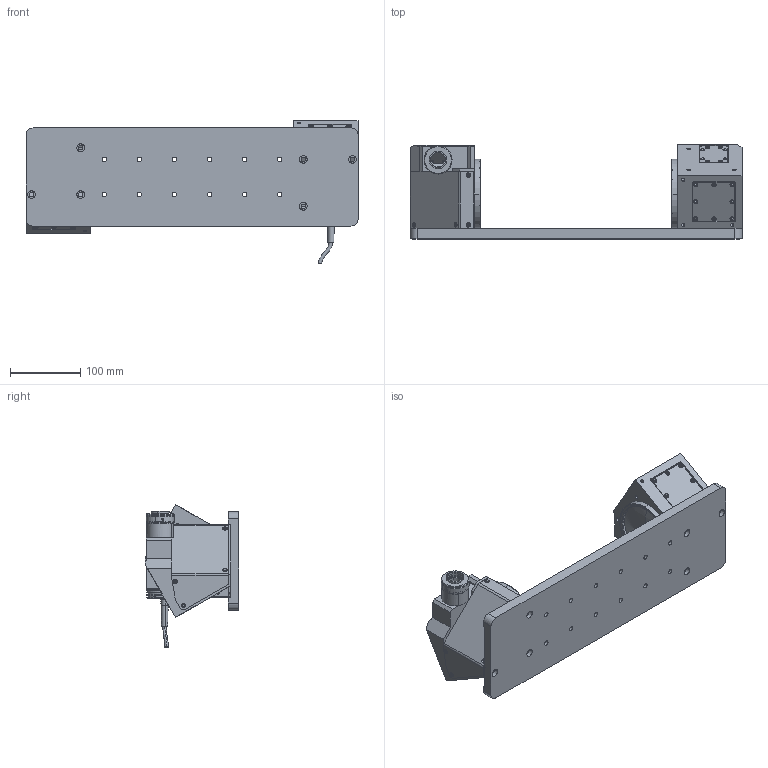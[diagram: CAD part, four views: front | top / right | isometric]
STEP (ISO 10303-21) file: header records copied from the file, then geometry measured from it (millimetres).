
FILE_DESCRIPTION (( 'STEP AP214' ), '1' );
FILE_NAME ('TCCRBENCH064.STEP', '2015-07-29T09:21:56', ( '' ), ( '' ), 'SwSTEP 2.0', 'SolidWorks 2013', '' );
FILE_SCHEMA (( 'AUTOMOTIVE_DESIGN' ));
Length unit declared in the file: millimetre
Products named in the file (1): TCCRBENCH064
Bounding box: 473.7 x 134 x 203.64 mm (x, y, z)
Surface area: 314776.6 mm2 (no closed solid volume)
Topology: 0 solids, 31 shells, 664 faces, 2101 edges, 1462 vertices
Faces by surface type: cylinder 317, plane 217, cone 120, sphere 4, torus 4, bspline 2
Entity records: 31240 total; most frequent: CARTESIAN_POINT 4666, DIRECTION 4337, ORIENTED_EDGE 3478, EDGE_CURVE 2101, AXIS2_PLACEMENT_3D 1605, VERTEX_POINT 1462, VECTOR 1127, LINE 1127
